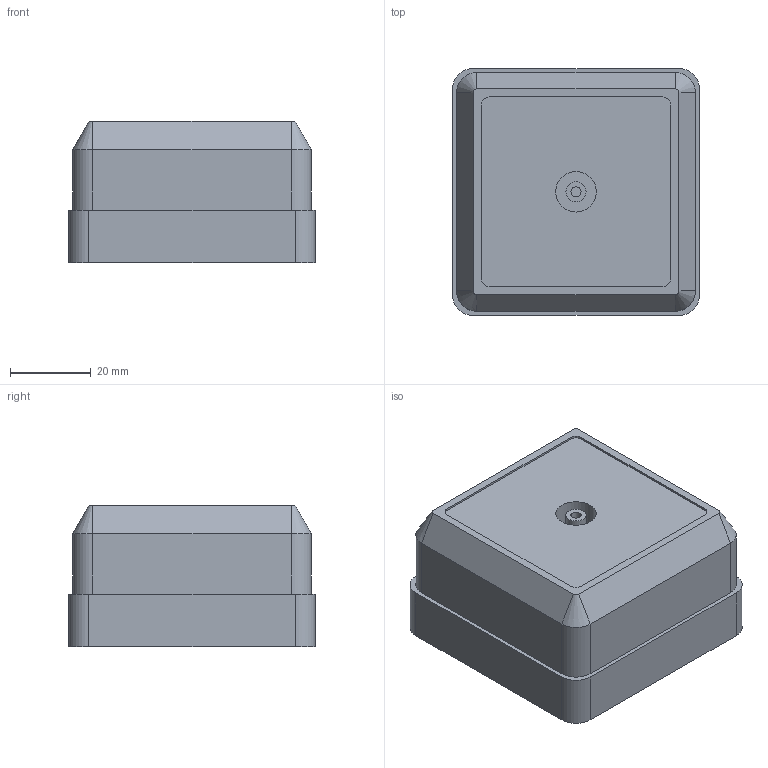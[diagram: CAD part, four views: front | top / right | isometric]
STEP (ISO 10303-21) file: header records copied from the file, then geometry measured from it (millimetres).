
FILE_DESCRIPTION (( 'STEP AP203' ), '1' );
FILE_NAME ('EAO10-K01-DC ÐÒÂ20-ÎÁ Ðîçåòêà 1ìåñòí. òåëåâèç. ÎÊÒÀÂÀ (áåëûé).STEP', '2016-12-07T10:47:33', ( '' ), ( '' ), 'SwSTEP 2.0', 'SolidWorks 2014', '' );
FILE_SCHEMA (( 'CONFIG_CONTROL_DESIGN' ));
Length unit declared in the file: millimetre
Products named in the file (1): EAO10-K01-DC ÐÒÂ20-ÎÁ Ðîçåòêà 1ìåñòí. òåëåâèç. ÎÊÒÀÂÀ (áåëûé)
Bounding box: 61 x 61 x 35 mm (x, y, z)
Volume: 27871.7 mm3; surface area: 28569 mm2
Topology: 1 solids, 1 shells, 160 faces, 435 edges, 282 vertices
Faces by surface type: plane 87, cylinder 65, cone 8
Full cylindrical faces by diameter (mm): 2.5 x1, 5 x1, 9.5 x1, 10 x1, 14 x1
Entity records: 5153 total; most frequent: CARTESIAN_POINT 893, DIRECTION 874, ORIENTED_EDGE 852, EDGE_CURVE 426, AXIS2_PLACEMENT_3D 295, VECTOR 284, LINE 284, VERTEX_POINT 282
